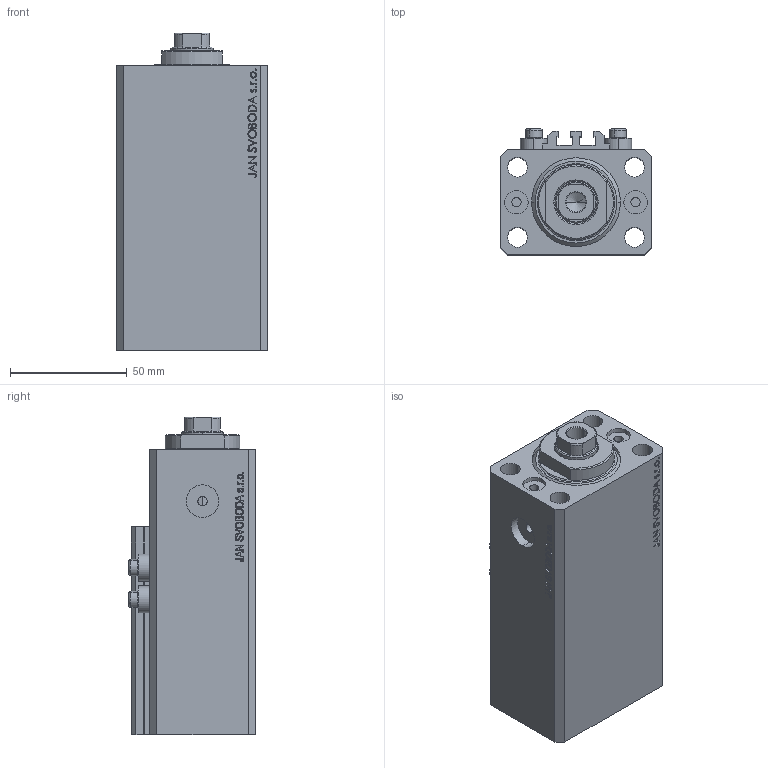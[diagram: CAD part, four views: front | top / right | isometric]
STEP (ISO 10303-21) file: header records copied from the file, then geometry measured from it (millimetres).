
FILE_DESCRIPTION (( 'STEP AP203' ), '1' );
FILE_NAME ('f45f.STEP', '2023-10-07T14:02:37', ( '' ), ( '' ), 'SwSTEP 2.0', 'SolidWorks 2019', '' );
FILE_SCHEMA (( 'CONFIG_CONTROL_DESIGN' ));
Length unit declared in the file: millimetre
Products named in the file (5): ALLEN BOLT V250CE 82b2349350b1caa4e274f312c6cc0ac9; V250CE_VC_C 82b2349350b1caa4e274f312c6cc0ac9; V250CE_C_VCP 82b2349350b1caa4e274f312c6cc0ac9; f45f; V250CE_C_Body 82b2349350b1caa4e274f312c6cc0ac9
Assembly tree (7 placements, depth 2):
  f45f
    V250CE_C_Body 82b2349350b1caa4e274f312c6cc0ac9
    ALLEN BOLT V250CE 82b2349350b1caa4e274f312c6cc0ac9  x4
    V250CE_C_VCP 82b2349350b1caa4e274f312c6cc0ac9
    V250CE_VC_C 82b2349350b1caa4e274f312c6cc0ac9
Bounding box: 65 x 54 x 136 mm (x, y, z)
Volume: 327579.9 mm3; surface area: 82270.8 mm2
Topology: 8 solids, 8 shells, 1034 faces, 2598 edges, 1699 vertices
Faces by surface type: plane 504, bspline 374, cylinder 86, cone 56, torus 14
Entity records: 47226 total; most frequent: CARTESIAN_POINT 25876, ORIENTED_EDGE 4886, DIRECTION 3033, EDGE_CURVE 2443, VERTEX_POINT 1615, VECTOR 1485, LINE 1485, EDGE_LOOP 1082
